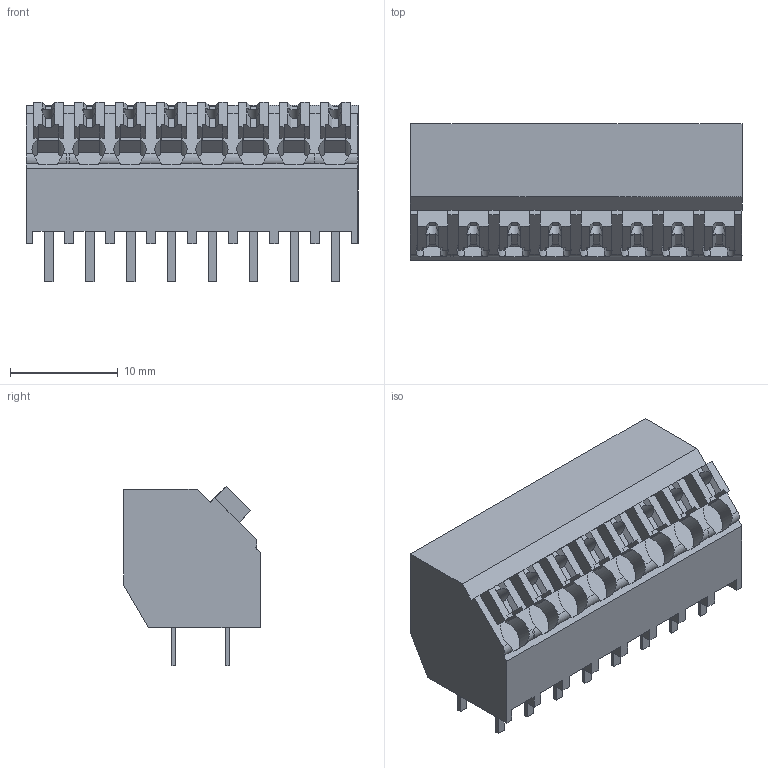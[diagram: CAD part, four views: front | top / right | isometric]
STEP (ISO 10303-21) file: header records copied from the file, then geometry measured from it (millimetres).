
FILE_DESCRIPTION(('CATIA V5 STEP Exchange','CAx-IF Rec.Pracs.--- Model Styling and Organization---1.2---2011-12-15'),'2;1');
FILE_NAME ('D1458529_0_1885940000_1885940000.stp','2018-03-20T11:48:54+00:00',('none'),('Weidmueller'),'CATIA Version 5-6 Release 2014','CATIA V5 STEP AP214','none');
FILE_SCHEMA(('AUTOMOTIVE_DESIGN { 1 0 10303 214 1 1 1 1 }'));
Length unit declared in the file: millimetre
Products named in the file (1): 1885940000
Bounding box: 30.87 x 12.7 x 16.66 mm (x, y, z)
Volume: 3544.6 mm3; surface area: 3411.8 mm2
Topology: 25 solids, 25 shells, 495 faces, 1411 edges, 966 vertices
Faces by surface type: plane 451, cylinder 44
Entity records: 14888 total; most frequent: CARTESIAN_POINT 2936, ORIENTED_EDGE 2822, DIRECTION 1855, EDGE_CURVE 1411, VECTOR 1246, LINE 1246, VERTEX_POINT 966, EDGE_LOOP 511
